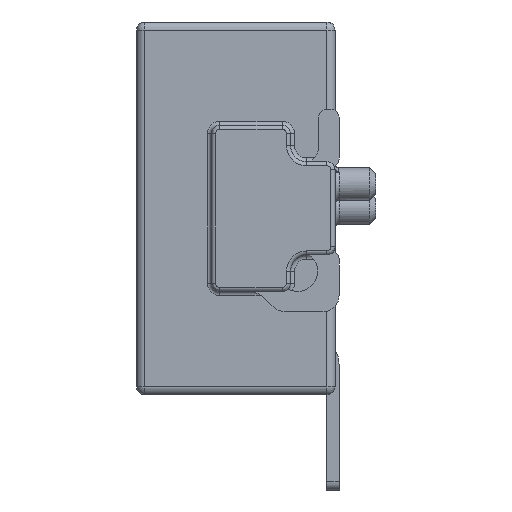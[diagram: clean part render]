
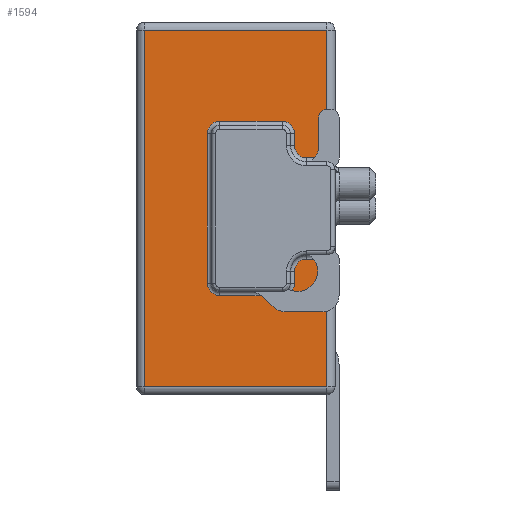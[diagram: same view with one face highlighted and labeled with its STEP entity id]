
A CAD part, left-side view. The second image highlights one B-rep face of the part: STEP entity #1594.
In plain terms, the highlighted planar face has unit normal (-1, 0, 0).
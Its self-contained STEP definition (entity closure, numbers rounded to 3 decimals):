
#1097=FACE_OUTER_BOUND('',#3666,.T.);
#1594=ADVANCED_FACE('',(#1097),#2063,.T.);
#2063=PLANE('',#9078);
#2400=LINE('',#12898,#3082);
#2401=LINE('',#12901,#3083);
#2402=LINE('',#12903,#3084);
#2403=LINE('',#12907,#3085);
#2404=LINE('',#12911,#3086);
#2405=LINE('',#12915,#3087);
#2406=LINE('',#12919,#3088);
#2407=LINE('',#12923,#3089);
#2408=LINE('',#12927,#3090);
#2409=LINE('',#12929,#3091);
#2410=LINE('',#12931,#3092);
#2411=LINE('',#12933,#3093);
#3082=VECTOR('',#10195,1.);
#3083=VECTOR('',#10196,1.);
#3084=VECTOR('',#10197,1.);
#3085=VECTOR('',#10200,1.);
#3086=VECTOR('',#10203,1.);
#3087=VECTOR('',#10206,1.);
#3088=VECTOR('',#10209,1.);
#3089=VECTOR('',#10212,1.);
#3090=VECTOR('',#10215,1.);
#3091=VECTOR('',#10216,1.);
#3092=VECTOR('',#10217,1.);
#3093=VECTOR('',#10218,1.);
#3666=EDGE_LOOP('',(#4404,#4405,#4406,#4407,#4408,#4409,#4410,#4411,#4412,
#4413,#4414,#4415,#4416,#4417,#4418,#4419,#4420,#4421));
#4404=ORIENTED_EDGE('',*,*,#7493,.T.);
#4405=ORIENTED_EDGE('',*,*,#7494,.T.);
#4406=ORIENTED_EDGE('',*,*,#7495,.T.);
#4407=ORIENTED_EDGE('',*,*,#7496,.T.);
#4408=ORIENTED_EDGE('',*,*,#7497,.T.);
#4409=ORIENTED_EDGE('',*,*,#7498,.T.);
#4410=ORIENTED_EDGE('',*,*,#7499,.T.);
#4411=ORIENTED_EDGE('',*,*,#7500,.T.);
#4412=ORIENTED_EDGE('',*,*,#7501,.T.);
#4413=ORIENTED_EDGE('',*,*,#7502,.T.);
#4414=ORIENTED_EDGE('',*,*,#7503,.T.);
#4415=ORIENTED_EDGE('',*,*,#7504,.T.);
#4416=ORIENTED_EDGE('',*,*,#7505,.T.);
#4417=ORIENTED_EDGE('',*,*,#7506,.T.);
#4418=ORIENTED_EDGE('',*,*,#7507,.T.);
#4419=ORIENTED_EDGE('',*,*,#7508,.T.);
#4420=ORIENTED_EDGE('',*,*,#7509,.T.);
#4421=ORIENTED_EDGE('',*,*,#7510,.T.);
#6742=VERTEX_POINT('',#12899);
#6743=VERTEX_POINT('',#12900);
#6744=VERTEX_POINT('',#12902);
#6745=VERTEX_POINT('',#12904);
#6746=VERTEX_POINT('',#12906);
#6747=VERTEX_POINT('',#12908);
#6748=VERTEX_POINT('',#12910);
#6749=VERTEX_POINT('',#12912);
#6750=VERTEX_POINT('',#12914);
#6751=VERTEX_POINT('',#12916);
#6752=VERTEX_POINT('',#12918);
#6753=VERTEX_POINT('',#12920);
#6754=VERTEX_POINT('',#12922);
#6755=VERTEX_POINT('',#12924);
#6756=VERTEX_POINT('',#12926);
#6757=VERTEX_POINT('',#12928);
#6758=VERTEX_POINT('',#12930);
#6759=VERTEX_POINT('',#12932);
#7493=EDGE_CURVE('',#6742,#6743,#2400,.T.);
#7494=EDGE_CURVE('',#6743,#6744,#2401,.T.);
#7495=EDGE_CURVE('',#6744,#6745,#2402,.T.);
#7496=EDGE_CURVE('',#6745,#6746,#8513,.T.);
#7497=EDGE_CURVE('',#6746,#6747,#2403,.T.);
#7498=EDGE_CURVE('',#6747,#6748,#8514,.T.);
#7499=EDGE_CURVE('',#6748,#6749,#2404,.T.);
#7500=EDGE_CURVE('',#6749,#6750,#8515,.T.);
#7501=EDGE_CURVE('',#6750,#6751,#2405,.T.);
#7502=EDGE_CURVE('',#6751,#6752,#8516,.T.);
#7503=EDGE_CURVE('',#6752,#6753,#2406,.T.);
#7504=EDGE_CURVE('',#6753,#6754,#8517,.T.);
#7505=EDGE_CURVE('',#6754,#6755,#2407,.T.);
#7506=EDGE_CURVE('',#6755,#6756,#8518,.T.);
#7507=EDGE_CURVE('',#6756,#6757,#2408,.T.);
#7508=EDGE_CURVE('',#6757,#6758,#2409,.T.);
#7509=EDGE_CURVE('',#6758,#6759,#2410,.T.);
#7510=EDGE_CURVE('',#6759,#6742,#2411,.T.);
#8513=CIRCLE('',#9072,0.3);
#8514=CIRCLE('',#9073,0.3);
#8515=CIRCLE('',#9074,0.3);
#8516=CIRCLE('',#9075,0.3);
#8517=CIRCLE('',#9076,0.3);
#8518=CIRCLE('',#9077,0.3);
#9072=AXIS2_PLACEMENT_3D('',#12905,#10198,#10199);
#9073=AXIS2_PLACEMENT_3D('',#12909,#10201,#10202);
#9074=AXIS2_PLACEMENT_3D('',#12913,#10204,#10205);
#9075=AXIS2_PLACEMENT_3D('',#12917,#10207,#10208);
#9076=AXIS2_PLACEMENT_3D('',#12921,#10210,#10211);
#9077=AXIS2_PLACEMENT_3D('',#12925,#10213,#10214);
#9078=AXIS2_PLACEMENT_3D('',#12934,#10219,#10220);
#10195=DIRECTION('',(0.,-1.,0.));
#10196=DIRECTION('',(0.,0.,1.));
#10197=DIRECTION('',(0.,1.,0.));
#10198=DIRECTION('',(-1.,0.,0.));
#10199=DIRECTION('',(0.,0.,1.));
#10200=DIRECTION('',(0.,0.,-1.));
#10201=DIRECTION('',(1.,0.,0.));
#10202=DIRECTION('',(0.,0.,1.));
#10203=DIRECTION('',(0.,1.,0.));
#10204=DIRECTION('',(1.,0.,0.));
#10205=DIRECTION('',(0.,0.,1.));
#10206=DIRECTION('',(0.,0.,1.));
#10207=DIRECTION('',(1.,0.,0.));
#10208=DIRECTION('',(0.,0.,1.));
#10209=DIRECTION('',(0.,-1.,0.));
#10210=DIRECTION('',(1.,0.,0.));
#10211=DIRECTION('',(0.,0.,1.));
#10212=DIRECTION('',(0.,0.,-1.));
#10213=DIRECTION('',(-1.,0.,0.));
#10214=DIRECTION('',(0.,0.,1.));
#10215=DIRECTION('',(0.,-1.,0.));
#10216=DIRECTION('',(0.,0.,1.));
#10217=DIRECTION('',(0.,1.,0.));
#10218=DIRECTION('',(0.,0.,-1.));
#10219=DIRECTION('',(-1.,0.,0.));
#10220=DIRECTION('',(0.,0.,1.));
#12898=CARTESIAN_POINT('',(-1.49,-2.25,-9.));
#12899=CARTESIAN_POINT('',(-1.49,2.25,-9.));
#12900=CARTESIAN_POINT('',(-1.49,-2.25,-9.));
#12901=CARTESIAN_POINT('',(-1.49,-2.25,-5.85));
#12902=CARTESIAN_POINT('',(-1.49,-2.25,-5.85));
#12903=CARTESIAN_POINT('',(-1.49,-2.25,-5.85));
#12904=CARTESIAN_POINT('',(-1.49,-1.75,-5.85));
#12905=CARTESIAN_POINT('',(-1.49,-1.75,-6.15));
#12906=CARTESIAN_POINT('',(-1.49,-1.45,-6.15));
#12907=CARTESIAN_POINT('',(-1.49,-1.45,-0.2));
#12908=CARTESIAN_POINT('',(-1.49,-1.45,-6.45));
#12909=CARTESIAN_POINT('',(-1.49,-1.15,-6.45));
#12910=CARTESIAN_POINT('',(-1.49,-1.15,-6.75));
#12911=CARTESIAN_POINT('',(-1.49,-2.25,-6.75));
#12912=CARTESIAN_POINT('',(-1.49,0.4,-6.75));
#12913=CARTESIAN_POINT('',(-1.49,0.4,-6.45));
#12914=CARTESIAN_POINT('',(-1.49,0.7,-6.45));
#12915=CARTESIAN_POINT('',(-1.49,0.7,-0.2));
#12916=CARTESIAN_POINT('',(-1.49,0.7,-2.75));
#12917=CARTESIAN_POINT('',(-1.49,0.4,-2.75));
#12918=CARTESIAN_POINT('',(-1.49,0.4,-2.45));
#12919=CARTESIAN_POINT('',(-1.49,-2.25,-2.45));
#12920=CARTESIAN_POINT('',(-1.49,-1.15,-2.45));
#12921=CARTESIAN_POINT('',(-1.49,-1.15,-2.75));
#12922=CARTESIAN_POINT('',(-1.49,-1.45,-2.75));
#12923=CARTESIAN_POINT('',(-1.49,-1.45,-0.2));
#12924=CARTESIAN_POINT('',(-1.49,-1.45,-3.05));
#12925=CARTESIAN_POINT('',(-1.49,-1.75,-3.05));
#12926=CARTESIAN_POINT('',(-1.49,-1.75,-3.35));
#12927=CARTESIAN_POINT('',(-1.49,-2.25,-3.35));
#12928=CARTESIAN_POINT('',(-1.49,-2.25,-3.35));
#12929=CARTESIAN_POINT('',(-1.49,-2.25,-0.2));
#12930=CARTESIAN_POINT('',(-1.49,-2.25,-0.2));
#12931=CARTESIAN_POINT('',(-1.49,2.25,-0.2));
#12932=CARTESIAN_POINT('',(-1.49,2.25,-0.2));
#12933=CARTESIAN_POINT('',(-1.49,2.25,-9.));
#12934=CARTESIAN_POINT('',(-1.49,-2.25,-0.2));
